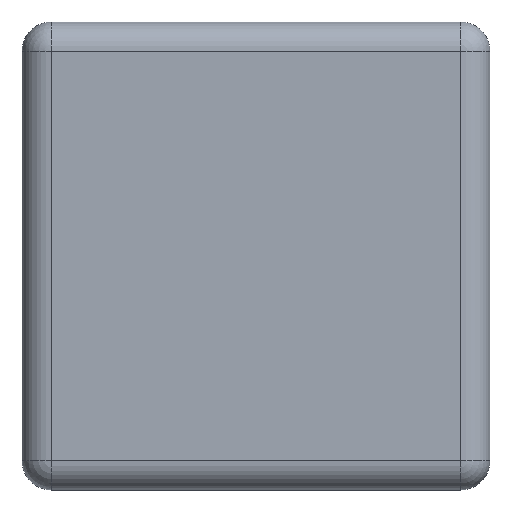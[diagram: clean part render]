
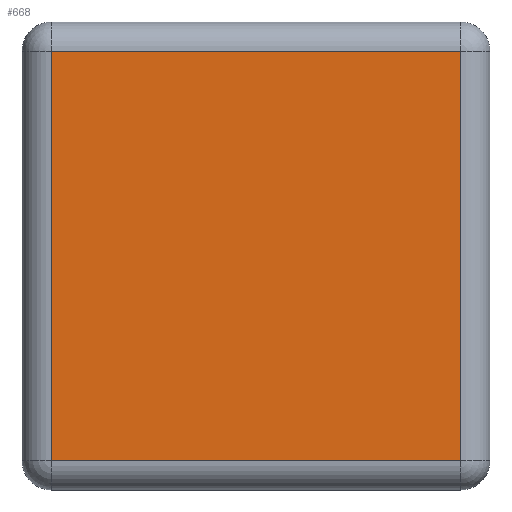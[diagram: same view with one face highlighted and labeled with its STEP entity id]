
A CAD part, top view. The second image highlights one B-rep face of the part: STEP entity #668.
In plain terms, the highlighted planar face has unit normal (0, 0, 1).
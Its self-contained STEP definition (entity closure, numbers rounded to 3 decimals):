
#102=FACE_OUTER_BOUND('',#144,.T.);
#144=EDGE_LOOP('',(#603,#604,#605,#606));
#178=LINE('',#1264,#222);
#180=LINE('',#1267,#224);
#184=LINE('',#1273,#228);
#188=LINE('',#1279,#232);
#222=VECTOR('',#949,10.);
#224=VECTOR('',#953,10.);
#228=VECTOR('',#961,10.);
#232=VECTOR('',#969,10.);
#321=VERTEX_POINT('',#1235);
#324=VERTEX_POINT('',#1242);
#326=VERTEX_POINT('',#1247);
#328=VERTEX_POINT('',#1253);
#414=EDGE_CURVE('',#326,#328,#178,.T.);
#416=EDGE_CURVE('',#328,#324,#180,.T.);
#420=EDGE_CURVE('',#321,#326,#184,.T.);
#424=EDGE_CURVE('',#324,#321,#188,.T.);
#603=ORIENTED_EDGE('',*,*,#414,.F.);
#604=ORIENTED_EDGE('',*,*,#420,.F.);
#605=ORIENTED_EDGE('',*,*,#424,.F.);
#606=ORIENTED_EDGE('',*,*,#416,.F.);
#628=PLANE('',#780);
#668=ADVANCED_FACE('',(#102),#628,.T.);
#780=AXIS2_PLACEMENT_3D('',#1285,#978,#979);
#949=DIRECTION('',(-1.,0.,0.));
#953=DIRECTION('',(0.,1.,0.));
#961=DIRECTION('',(0.,-1.,0.));
#969=DIRECTION('',(1.,0.,0.));
#978=DIRECTION('center_axis',(0.,0.,1.));
#979=DIRECTION('ref_axis',(1.,0.,0.));
#1235=CARTESIAN_POINT('',(20.5,7.5,2.5));
#1242=CARTESIAN_POINT('',(-7.5,7.5,2.5));
#1247=CARTESIAN_POINT('',(20.5,-20.5,2.5));
#1253=CARTESIAN_POINT('',(-7.5,-20.5,2.5));
#1264=CARTESIAN_POINT('',(14.5,-20.5,2.5));
#1267=CARTESIAN_POINT('',(-7.5,-14.5,2.5));
#1273=CARTESIAN_POINT('',(20.5,1.5,2.5));
#1279=CARTESIAN_POINT('',(-1.5,7.5,2.5));
#1285=CARTESIAN_POINT('Origin',(6.5,-6.5,2.5));
